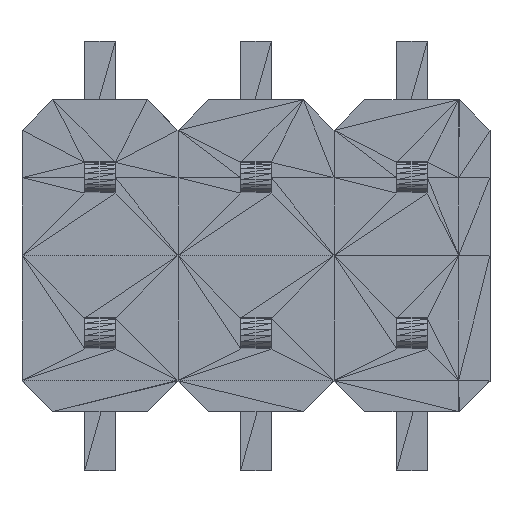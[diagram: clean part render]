
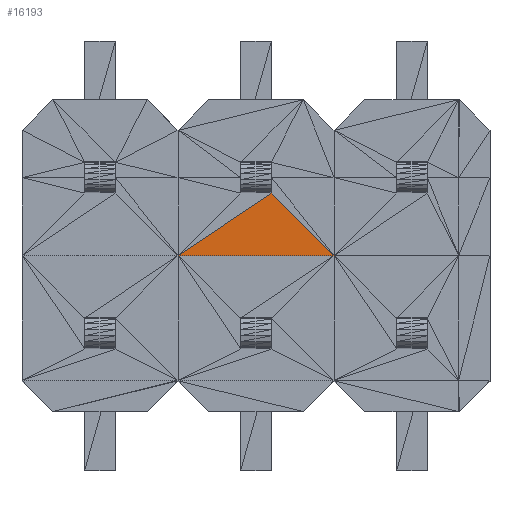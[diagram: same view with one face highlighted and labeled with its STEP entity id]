
A CAD part, top view. The second image highlights one B-rep face of the part: STEP entity #16193.
In plain terms, the highlighted planar face has unit normal (0, 0, 1).
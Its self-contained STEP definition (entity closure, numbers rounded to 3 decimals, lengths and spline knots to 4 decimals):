
#12=DIRECTION('',(1.0,0.0,0.0));
#994=VECTOR('',#12,1000.0);
#1205=DIRECTION('',(-0.0,0.0,1.0));
#12407=CARTESIAN_POINT('',(1.27,-0.0,2.3));
#12408=VERTEX_POINT('',#12407);
#12435=CARTESIAN_POINT('',(-1.27,-0.0,2.3));
#12436=VERTEX_POINT('',#12435);
#12437=CARTESIAN_POINT('',(0.25,1.02,2.3));
#12438=VERTEX_POINT('',#12437);
#13498=DIRECTION('',(-0.707,0.707,0.0));
#13499=VECTOR('',#13498,1000.0);
#15924=DIRECTION('',(0.83,0.557,0.0));
#15925=VECTOR('',#15924,1000.0);
#15947=DIRECTION('',(-0.83,-0.557,0.0));
#16170=LINE('',#12435,#15925);
#16171=EDGE_CURVE('',#12436,#12438,#16170,.T.);
#16182=LINE('',#12435,#994);
#16183=EDGE_CURVE('',#12436,#12408,#16182,.T.);
#16184=LINE('',#12407,#13499);
#16185=EDGE_CURVE('',#12408,#12438,#16184,.T.);
#16186=ORIENTED_EDGE('',*,*,#16171,.F.);
#16187=ORIENTED_EDGE('',*,*,#16183,.T.);
#16188=ORIENTED_EDGE('',*,*,#16185,.T.);
#16189=AXIS2_PLACEMENT_3D('',#12437,#1205,#15947);
#16190=PLANE('',#16189);
#16191=EDGE_LOOP('',(#16186,#16187,#16188));
#16192=FACE_BOUND('',#16191,.T.);
#16193=ADVANCED_FACE('',(#16192),#16190,.T.);
